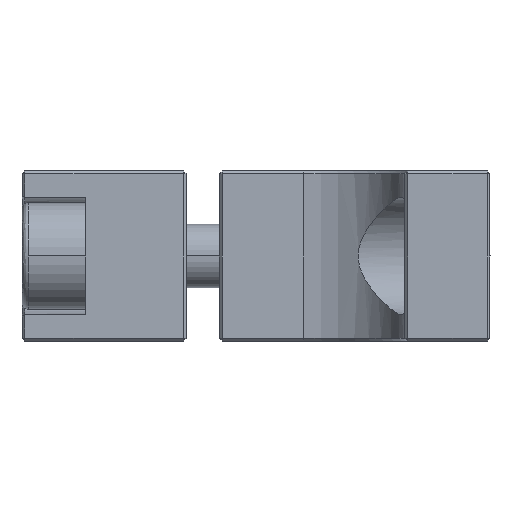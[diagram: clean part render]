
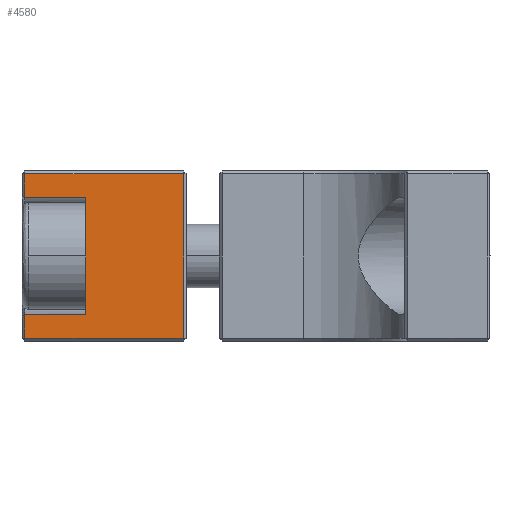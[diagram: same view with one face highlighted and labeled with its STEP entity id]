
A CAD part, left-side view. The second image highlights one B-rep face of the part: STEP entity #4580.
In plain terms, the highlighted planar face has unit normal (-1, 0, 0).
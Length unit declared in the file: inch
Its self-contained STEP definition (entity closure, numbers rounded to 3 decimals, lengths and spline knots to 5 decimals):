
#93 = CARTESIAN_POINT ( 'NONE',  ( -1.02362, 0.65929, -0.2165 ) ) ;
#142 = DIRECTION ( 'NONE',  ( 0., 0., -1. ) ) ;
#151 = LINE ( 'NONE', #7249, #6241 ) ;
#240 = LINE ( 'NONE', #7298, #2102 ) ;
#256 = EDGE_CURVE ( 'NONE', #2454, #4942, #6003, .T. ) ;
#388 = EDGE_CURVE ( 'NONE', #4942, #1341, #5511, .T. ) ;
#455 = ORIENTED_EDGE ( 'NONE', *, *, #2535, .T. ) ;
#581 = CARTESIAN_POINT ( 'NONE',  ( -1.02362, 0.43329, 0.2165 ) ) ;
#964 = VERTEX_POINT ( 'NONE', #6652 ) ;
#1081 = ORIENTED_EDGE ( 'NONE', *, *, #256, .T. ) ;
#1118 = CARTESIAN_POINT ( 'NONE',  ( -1.02362, 0.06152, -0.2165 ) ) ;
#1341 = VERTEX_POINT ( 'NONE', #581 ) ;
#1555 = ORIENTED_EDGE ( 'NONE', *, *, #388, .T. ) ;
#1956 = DIRECTION ( 'NONE',  ( -1., 0., 0. ) ) ;
#2102 = VECTOR ( 'NONE', #2541, 39.37008 ) ;
#2378 = CARTESIAN_POINT ( 'NONE',  ( -1.02362, 0.07152, -0.30496 ) ) ;
#2388 = EDGE_CURVE ( 'NONE', #3480, #2454, #7717, .T. ) ;
#2422 = AXIS2_PLACEMENT_3D ( 'NONE', #6731, #1956, #7530 ) ;
#2454 = VERTEX_POINT ( 'NONE', #6432 ) ;
#2535 = EDGE_CURVE ( 'NONE', #3188, #3480, #4462, .T. ) ;
#2541 = DIRECTION ( 'NONE',  ( 0., 1., 0. ) ) ;
#2641 = CARTESIAN_POINT ( 'NONE',  ( -1.02362, 0.07152, 0.30496 ) ) ;
#3188 = VERTEX_POINT ( 'NONE', #2378 ) ;
#3209 = CARTESIAN_POINT ( 'NONE',  ( -1.02362, 0.06152, 0.30496 ) ) ;
#3267 = LINE ( 'NONE', #1118, #5366 ) ;
#3323 = DIRECTION ( 'NONE',  ( 0., 0., -1. ) ) ;
#3480 = VERTEX_POINT ( 'NONE', #2641 ) ;
#3485 = VECTOR ( 'NONE', #8775, 39.37008 ) ;
#4130 = CARTESIAN_POINT ( 'NONE',  ( -1.02362, 0.65929, -0.30496 ) ) ;
#4281 = CARTESIAN_POINT ( 'NONE',  ( -1.02362, 0.07152, 0. ) ) ;
#4365 = EDGE_CURVE ( 'NONE', #8556, #4419, #151, .T. ) ;
#4419 = VERTEX_POINT ( 'NONE', #4130 ) ;
#4422 = EDGE_CURVE ( 'NONE', #1341, #964, #8136, .T. ) ;
#4462 = LINE ( 'NONE', #4281, #8704 ) ;
#4557 = EDGE_CURVE ( 'NONE', #964, #8556, #3267, .T. ) ;
#4580 = ADVANCED_FACE ( 'NONE', ( #7252 ), #8232, .T. ) ;
#4806 = EDGE_LOOP ( 'NONE', ( #455, #10034, #1081, #1555, #9260, #9823, #8029, #9794 ) ) ;
#4942 = VERTEX_POINT ( 'NONE', #7647 ) ;
#5309 = DIRECTION ( 'NONE',  ( 0., -1., 0. ) ) ;
#5366 = VECTOR ( 'NONE', #5884, 39.37008 ) ;
#5511 = LINE ( 'NONE', #6930, #7382 ) ;
#5763 = VECTOR ( 'NONE', #142, 39.37008 ) ;
#5884 = DIRECTION ( 'NONE',  ( 0., 1., 0. ) ) ;
#5998 = VECTOR ( 'NONE', #7317, 39.37008 ) ;
#6003 = LINE ( 'NONE', #9701, #5763 ) ;
#6241 = VECTOR ( 'NONE', #3323, 39.37008 ) ;
#6432 = CARTESIAN_POINT ( 'NONE',  ( -1.02362, 0.65929, 0.30496 ) ) ;
#6515 = CARTESIAN_POINT ( 'NONE',  ( -1.02362, 0.43329, 0. ) ) ;
#6652 = CARTESIAN_POINT ( 'NONE',  ( -1.02362, 0.43329, -0.2165 ) ) ;
#6731 = CARTESIAN_POINT ( 'NONE',  ( -1.02362, 0.06152, 0. ) ) ;
#6930 = CARTESIAN_POINT ( 'NONE',  ( -1.02362, 0.06152, 0.2165 ) ) ;
#7249 = CARTESIAN_POINT ( 'NONE',  ( -1.02362, 0.65929, 0. ) ) ;
#7252 = FACE_OUTER_BOUND ( 'NONE', #4806, .T. ) ;
#7298 = CARTESIAN_POINT ( 'NONE',  ( -1.02362, 0.23246, -0.30496 ) ) ;
#7317 = DIRECTION ( 'NONE',  ( 0., 0., -1. ) ) ;
#7382 = VECTOR ( 'NONE', #5309, 39.37008 ) ;
#7530 = DIRECTION ( 'NONE',  ( 0., 0., 1. ) ) ;
#7647 = CARTESIAN_POINT ( 'NONE',  ( -1.02362, 0.65929, 0.2165 ) ) ;
#7717 = LINE ( 'NONE', #3209, #3485 ) ;
#8029 = ORIENTED_EDGE ( 'NONE', *, *, #4365, .T. ) ;
#8136 = LINE ( 'NONE', #6515, #5998 ) ;
#8232 = PLANE ( 'NONE',  #2422 ) ;
#8556 = VERTEX_POINT ( 'NONE', #93 ) ;
#8594 = EDGE_CURVE ( 'NONE', #3188, #4419, #240, .T. ) ;
#8704 = VECTOR ( 'NONE', #9856, 39.37008 ) ;
#8775 = DIRECTION ( 'NONE',  ( 0., 1., 0. ) ) ;
#9260 = ORIENTED_EDGE ( 'NONE', *, *, #4422, .T. ) ;
#9701 = CARTESIAN_POINT ( 'NONE',  ( -1.02362, 0.65929, 0. ) ) ;
#9794 = ORIENTED_EDGE ( 'NONE', *, *, #8594, .F. ) ;
#9823 = ORIENTED_EDGE ( 'NONE', *, *, #4557, .T. ) ;
#9856 = DIRECTION ( 'NONE',  ( 0., 0., 1. ) ) ;
#10034 = ORIENTED_EDGE ( 'NONE', *, *, #2388, .T. ) ;
